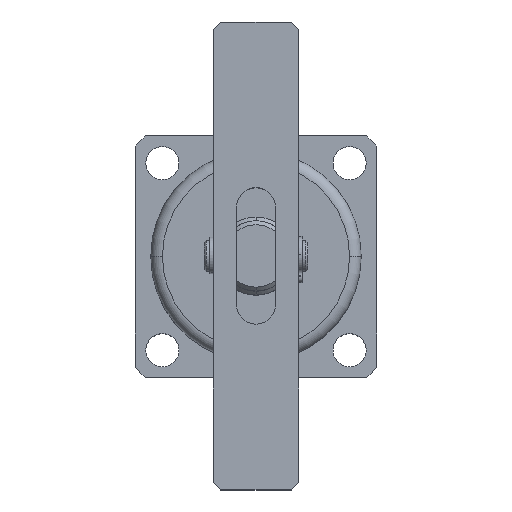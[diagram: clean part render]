
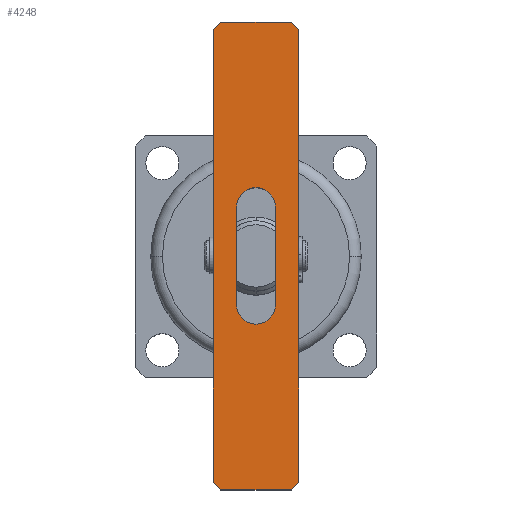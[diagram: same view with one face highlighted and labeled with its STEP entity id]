
A CAD part, top view. The second image highlights one B-rep face of the part: STEP entity #4248.
In plain terms, the highlighted face is planar.
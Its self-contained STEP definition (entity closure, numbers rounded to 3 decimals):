
#415 = AXIS2_PLACEMENT_3D ( 'NONE', #6169, #6174, #6175 ) ;
#1123 = EDGE_CURVE ( 'NONE', #3080, #3083, #1821, .T. ) ;
#1129 = EDGE_CURVE ( 'NONE', #3082, #3074, #1831, .T. ) ;
#1519 = EDGE_LOOP ( 'NONE', ( #4533, #4534, #4535, #4536 ) ) ;
#1538 = EDGE_LOOP ( 'NONE', ( #4537, #4538, #4539, #4540, #4541, #4542, #4543, #4544 ) ) ;
#1821 = LINE ( 'NONE', #2208, #1823 ) ;
#1823 = VECTOR ( 'NONE', #2205, 1000. ) ;
#1831 = LINE ( 'NONE', #2226, #1834 ) ;
#1834 = VECTOR ( 'NONE', #2227, 1000. ) ;
#1859 = LINE ( 'NONE', #2378, #1860 ) ;
#1860 = VECTOR ( 'NONE', #2379, 1000. ) ;
#1861 = LINE ( 'NONE', #2447, #1872 ) ;
#1870 = CIRCLE ( 'NONE', #4380, 5. ) ;
#1872 = VECTOR ( 'NONE', #2466, 1000. ) ;
#1875 = LINE ( 'NONE', #2480, #1876 ) ;
#1876 = VECTOR ( 'NONE', #2481, 1000. ) ;
#1889 = LINE ( 'NONE', #2502, #1891 ) ;
#1891 = VECTOR ( 'NONE', #2504, 1000. ) ;
#1905 = LINE ( 'NONE', #2524, #1909 ) ;
#1909 = VECTOR ( 'NONE', #2522, 1000. ) ;
#1958 = LINE ( 'NONE', #2647, #1961 ) ;
#1961 = VECTOR ( 'NONE', #2648, 1000. ) ;
#1981 = LINE ( 'NONE', #2676, #1984 ) ;
#1984 = VECTOR ( 'NONE', #2677, 1000. ) ;
#1997 = LINE ( 'NONE', #2697, #2000 ) ;
#2000 = VECTOR ( 'NONE', #2698, 1000. ) ;
#2036 = CIRCLE ( 'NONE', #4411, 5. ) ;
#2205 = DIRECTION ( 'NONE',  ( -1., 0., 0. ) ) ;
#2208 = CARTESIAN_POINT ( 'NONE',  ( -60., 11., -11. ) ) ;
#2226 = CARTESIAN_POINT ( 'NONE',  ( 60., 11., -11. ) ) ;
#2227 = DIRECTION ( 'NONE',  ( 0., 0., -1. ) ) ;
#2327 = CARTESIAN_POINT ( 'NONE',  ( 60., 11., -9. ) ) ;
#2333 = CARTESIAN_POINT ( 'NONE',  ( 58., 11., -11. ) ) ;
#2334 = CARTESIAN_POINT ( 'NONE',  ( -60., 11., -9. ) ) ;
#2335 = CARTESIAN_POINT ( 'NONE',  ( 60., 11., 9. ) ) ;
#2336 = CARTESIAN_POINT ( 'NONE',  ( -58., 11., -11. ) ) ;
#2339 = CARTESIAN_POINT ( 'NONE',  ( -12.5, 11., -5. ) ) ;
#2340 = CARTESIAN_POINT ( 'NONE',  ( -60., 11., 9. ) ) ;
#2346 = CARTESIAN_POINT ( 'NONE',  ( 12.5, 11., -5. ) ) ;
#2347 = CARTESIAN_POINT ( 'NONE',  ( -58., 11., 11. ) ) ;
#2348 = CARTESIAN_POINT ( 'NONE',  ( 58., 11., 11. ) ) ;
#2349 = CARTESIAN_POINT ( 'NONE',  ( -12.5, 11., 5. ) ) ;
#2351 = CARTESIAN_POINT ( 'NONE',  ( 12.5, 11., 5. ) ) ;
#2378 = CARTESIAN_POINT ( 'NONE',  ( -34.5, 11., 34.5 ) ) ;
#2379 = DIRECTION ( 'NONE',  ( 0.707, 0., 0.707 ) ) ;
#2447 = CARTESIAN_POINT ( 'NONE',  ( -60., 11., 11. ) ) ;
#2466 = DIRECTION ( 'NONE',  ( 1., 0., 0. ) ) ;
#2480 = CARTESIAN_POINT ( 'NONE',  ( 34.5, 11., 34.5 ) ) ;
#2481 = DIRECTION ( 'NONE',  ( 0.707, 0., -0.707 ) ) ;
#2485 = CARTESIAN_POINT ( 'NONE',  ( 12.5, 11., 0. ) ) ;
#2486 = DIRECTION ( 'NONE',  ( 0., 1., 0. ) ) ;
#2487 = DIRECTION ( 'NONE',  ( 0., 0., 1. ) ) ;
#2502 = CARTESIAN_POINT ( 'NONE',  ( -12.5, 11., 5. ) ) ;
#2504 = DIRECTION ( 'NONE',  ( 1., 0., 0. ) ) ;
#2522 = DIRECTION ( 'NONE',  ( -1., 0., 0. ) ) ;
#2524 = CARTESIAN_POINT ( 'NONE',  ( -12.5, 11., -5. ) ) ;
#2647 = CARTESIAN_POINT ( 'NONE',  ( -60., 11., -11. ) ) ;
#2648 = DIRECTION ( 'NONE',  ( 0., 0., 1. ) ) ;
#2676 = CARTESIAN_POINT ( 'NONE',  ( 34.5, 11., -34.5 ) ) ;
#2677 = DIRECTION ( 'NONE',  ( -0.707, 0., -0.707 ) ) ;
#2697 = CARTESIAN_POINT ( 'NONE',  ( -34.5, 11., -34.5 ) ) ;
#2698 = DIRECTION ( 'NONE',  ( -0.707, 0., 0.707 ) ) ;
#3074 = VERTEX_POINT ( 'NONE', #2327 ) ;
#3080 = VERTEX_POINT ( 'NONE', #2333 ) ;
#3081 = VERTEX_POINT ( 'NONE', #2334 ) ;
#3082 = VERTEX_POINT ( 'NONE', #2335 ) ;
#3083 = VERTEX_POINT ( 'NONE', #2336 ) ;
#3086 = VERTEX_POINT ( 'NONE', #2339 ) ;
#3087 = VERTEX_POINT ( 'NONE', #2340 ) ;
#3093 = VERTEX_POINT ( 'NONE', #2346 ) ;
#3094 = VERTEX_POINT ( 'NONE', #2347 ) ;
#3095 = VERTEX_POINT ( 'NONE', #2348 ) ;
#3096 = VERTEX_POINT ( 'NONE', #2349 ) ;
#3098 = VERTEX_POINT ( 'NONE', #2351 ) ;
#3313 = EDGE_CURVE ( 'NONE', #3087, #3094, #1859, .T. ) ;
#3324 = EDGE_CURVE ( 'NONE', #3094, #3095, #1861, .T. ) ;
#3327 = EDGE_CURVE ( 'NONE', #3095, #3082, #1875, .T. ) ;
#3328 = EDGE_CURVE ( 'NONE', #3098, #3093, #1870, .T. ) ;
#3336 = EDGE_CURVE ( 'NONE', #3096, #3098, #1889, .T. ) ;
#3347 = EDGE_CURVE ( 'NONE', #3093, #3086, #1905, .T. ) ;
#3381 = EDGE_CURVE ( 'NONE', #3081, #3087, #1958, .T. ) ;
#3394 = EDGE_CURVE ( 'NONE', #3074, #3080, #1981, .T. ) ;
#3403 = EDGE_CURVE ( 'NONE', #3083, #3081, #1997, .T. ) ;
#3430 = EDGE_CURVE ( 'NONE', #3086, #3096, #2036, .T. ) ;
#3601 = CARTESIAN_POINT ( 'NONE',  ( -12.5, 11., 0. ) ) ;
#3602 = DIRECTION ( 'NONE',  ( 0., 1., 0. ) ) ;
#3603 = DIRECTION ( 'NONE',  ( 0., 0., 1. ) ) ;
#4248 = ADVANCED_FACE ( 'NONE', ( #6799, #6807 ), #6167, .T. ) ;
#4380 = AXIS2_PLACEMENT_3D ( 'NONE', #2485, #2486, #2487 ) ;
#4411 = AXIS2_PLACEMENT_3D ( 'NONE', #3601, #3602, #3603 ) ;
#4533 = ORIENTED_EDGE ( 'NONE', *, *, #3430, .F. ) ;
#4534 = ORIENTED_EDGE ( 'NONE', *, *, #3347, .F. ) ;
#4535 = ORIENTED_EDGE ( 'NONE', *, *, #3328, .F. ) ;
#4536 = ORIENTED_EDGE ( 'NONE', *, *, #3336, .F. ) ;
#4537 = ORIENTED_EDGE ( 'NONE', *, *, #3324, .T. ) ;
#4538 = ORIENTED_EDGE ( 'NONE', *, *, #3327, .T. ) ;
#4539 = ORIENTED_EDGE ( 'NONE', *, *, #1129, .T. ) ;
#4540 = ORIENTED_EDGE ( 'NONE', *, *, #3394, .T. ) ;
#4541 = ORIENTED_EDGE ( 'NONE', *, *, #1123, .T. ) ;
#4542 = ORIENTED_EDGE ( 'NONE', *, *, #3403, .T. ) ;
#4543 = ORIENTED_EDGE ( 'NONE', *, *, #3381, .T. ) ;
#4544 = ORIENTED_EDGE ( 'NONE', *, *, #3313, .T. ) ;
#6167 = PLANE ( 'NONE',  #415 ) ;
#6169 = CARTESIAN_POINT ( 'NONE',  ( 0., 11., 0. ) ) ;
#6174 = DIRECTION ( 'NONE',  ( 0., 1., 0. ) ) ;
#6175 = DIRECTION ( 'NONE',  ( 0., 0., 1. ) ) ;
#6799 = FACE_BOUND ( 'NONE', #1519, .T. ) ;
#6807 = FACE_OUTER_BOUND ( 'NONE', #1538, .T. ) ;
